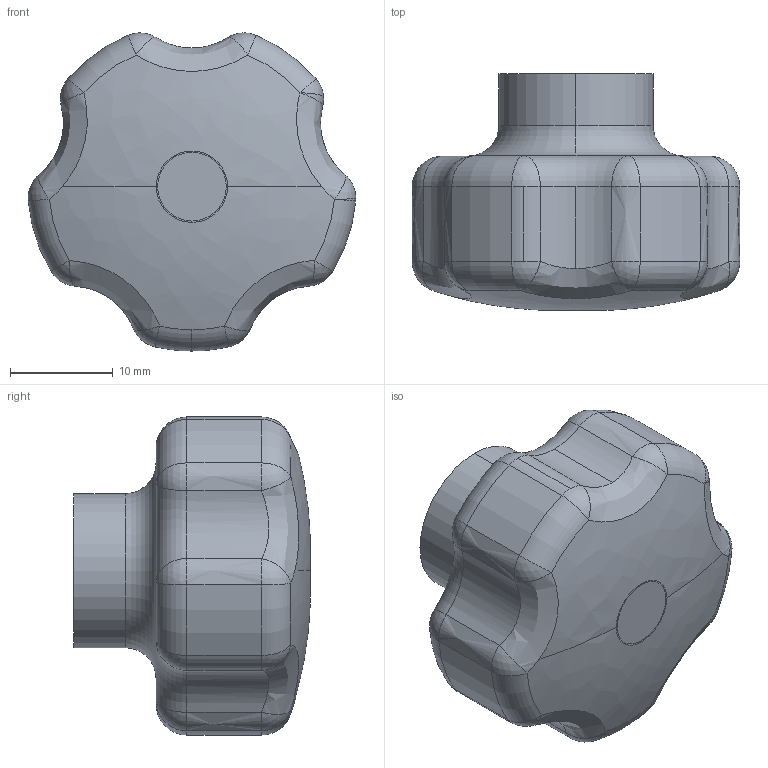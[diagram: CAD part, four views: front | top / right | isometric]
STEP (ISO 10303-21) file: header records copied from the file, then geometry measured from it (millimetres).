
FILE_DESCRIPTION (( 'STEP AP203' ), '1' );
FILE_NAME ('W0003510-88-clamp knob.STEP', '2024-05-27T12:23:17', ( '' ), ( '' ), 'SwSTEP 2.0', 'SolidWorks 2024', '' );
FILE_SCHEMA (( 'CONFIG_CONTROL_DESIGN' ));
Length unit declared in the file: millimetre
Products named in the file (1): W0003510-88-clamp knob
Bounding box: 31.89 x 23 x 30.97 mm (x, y, z)
Volume: 11150.1 mm3; surface area: 3001.5 mm2
Topology: 1 solids, 1 shells, 84 faces, 183 edges, 92 vertices
Faces by surface type: sphere 22, torus 20, cylinder 19, bspline 15, plane 8
Entity records: 2861 total; most frequent: CARTESIAN_POINT 1125, DIRECTION 363, ORIENTED_EDGE 346, AXIS2_PLACEMENT_3D 176, EDGE_CURVE 173, CIRCLE 106, VERTEX_POINT 92, EDGE_LOOP 85
